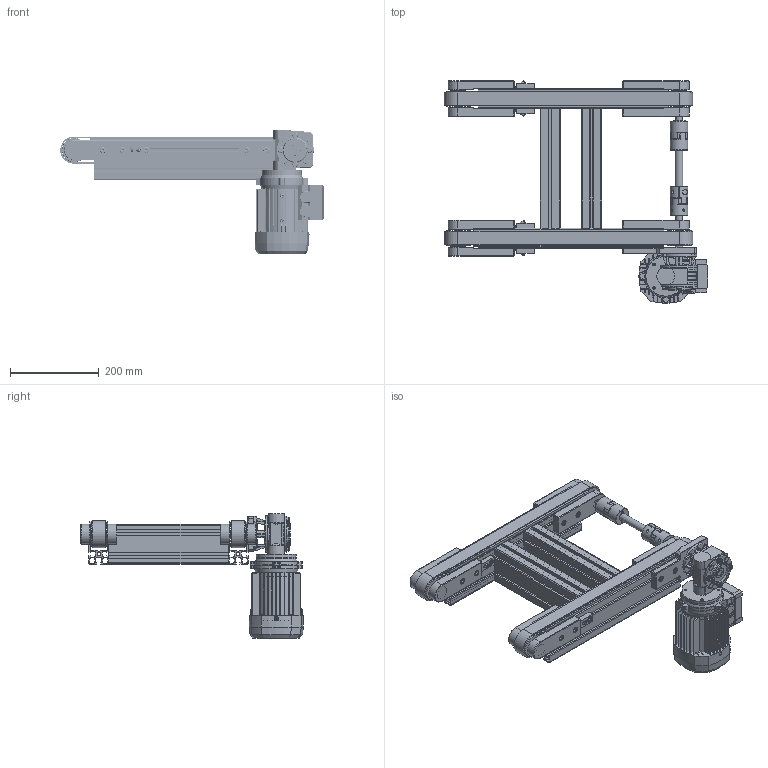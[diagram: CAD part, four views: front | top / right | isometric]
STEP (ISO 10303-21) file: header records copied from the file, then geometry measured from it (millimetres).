
FILE_DESCRIPTION(/* description */ ('Profil 45 x 90 lehký'),/* implementation_level */ '2;1');
FILE_NAME(/* name */ '954500.stp',/* time_stamp */ '2014-01-08T16:19:29+01:00',/* author */ ('AlutecKK'),/* organization */ (''),/* preprocessor_version */ 'ST-DEVELOPER v15.2',/* originating_system */ 'Autodesk Inventor 2014',/* authorisation */ '');
FILE_SCHEMA (('AUTOMOTIVE_DESIGN { 1 0 10303 214 3 1 1 }'));
Products named in the file (27): 954500-104590L-1; 954500-104590L-2; 954500-104590L-3; 954500-104590L-4; 944502; 944503; 944501; 944514; 944515; 904511; 954500-944509; 944510; 954500-GE-T19-24-SG-1; 954500-03-GE-T19-24D-2; 954500-GE-T19-24-SG-3; 954500-GE-T19-24-SG; 954500-03; 954500-930023; 954500-05; 210800; 200820; 200820-1; 954500_09; VF30F2P63B14B3; BN63B14; MVF30F2P63B14; 954500
Bounding box: 595.27 x 502.4 x 280.8 mm (x, y, z)
Volume: 5092015.7 mm3; surface area: 2243197.4 mm2
Topology: 115 solids, 257 shells, 3595 faces, 8742 edges, 5638 vertices
Faces by surface type: plane 1682, cylinder 948, torus 327, cone 322, sphere 170, bspline 146
Full cylindrical faces by diameter (mm): 2.7 x4, 3.3 x1, 3.75 x10, 4.3 x1, 4.351 x8, 5.188 x4, 5.2 x4, 5.5 x8, 5.51 x6, 6 x4, 6.5 x2, 6.647 x22, 6.8 x4, 8 x26, 8.4 x16, 8.5 x4, 9 x2, 10 x3, 10.6 x1, 11 x1, 12 x1, 13 x20, 13.5 x20, 14 x2, 14.4 x2, 15 x16, 15.001 x1, 17 x7, 18 x1, 18.782 x2
Entity records: 79259 total; most frequent: CARTESIAN_POINT 21808, DIRECTION 11732, ORIENTED_EDGE 11642, EDGE_CURVE 5781, AXIS2_PLACEMENT_3D 4421, VERTEX_POINT 3888, EDGE_LOOP 2923, LINE 2890
